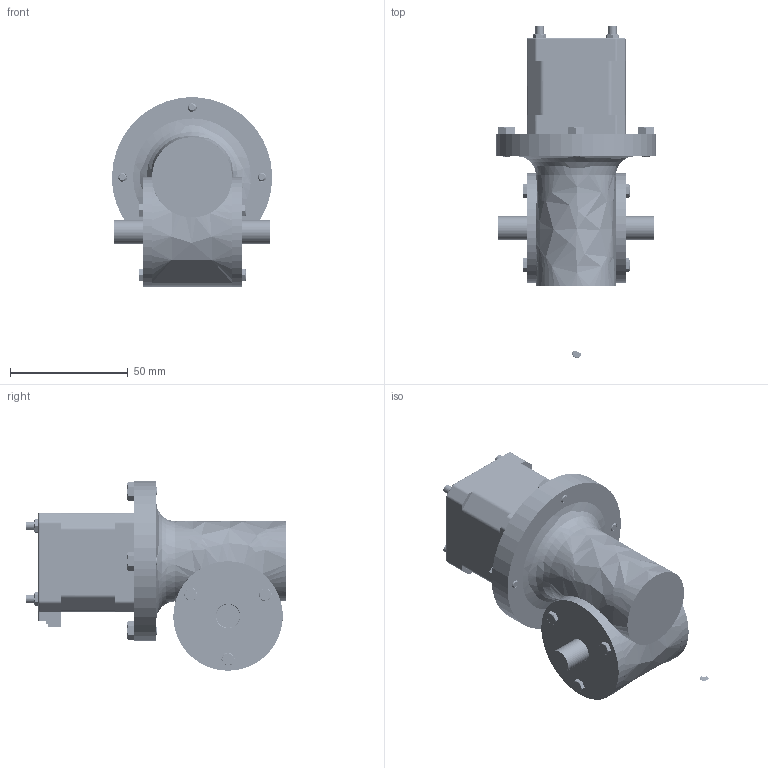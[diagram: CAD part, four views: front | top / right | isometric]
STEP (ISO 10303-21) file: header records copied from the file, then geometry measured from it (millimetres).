
FILE_DESCRIPTION(('FreeCAD Model'),'2;1');
FILE_NAME('Open CASCADE Shape Model','2025-04-29T23:45:06',('FreeCAD'),( 'FreeCAD'),'Open CASCADE STEP processor 7.6','FreeCAD','Unknown');
FILE_SCHEMA(('AUTOMOTIVE_DESIGN { 1 0 10303 214 1 1 1 1 }'));
Products named in the file (1): Open CASCADE STEP translator 7.6 1
Bounding box: 67.95 x 140.86 x 80.36 mm (x, y, z)
Volume: 157213.4 mm3; surface area: 70584.3 mm2
Topology: 33 solids, 125 shells, 1732 faces, 4824 edges, 3281 vertices
Faces by surface type: bspline 1732
Entity records: 501841 total; most frequent: CARTESIAN_POINT 474479, ORIENTED_EDGE 9162, EDGE_CURVE 4824, B_SPLINE_CURVE_WITH_KNOTS 3812, VERTEX_POINT 3281, FACE_BOUND 1870, EDGE_LOOP 1870, ADVANCED_FACE 1732
